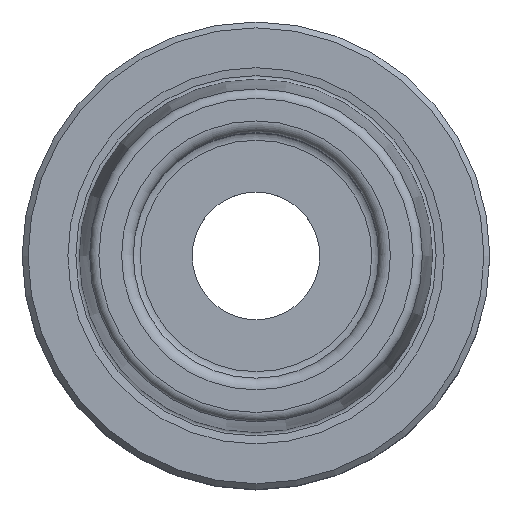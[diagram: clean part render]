
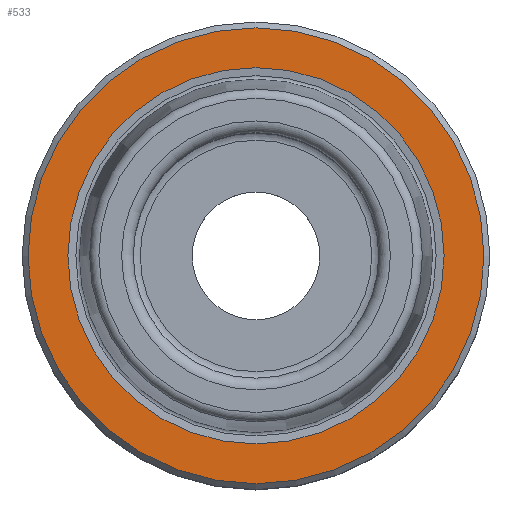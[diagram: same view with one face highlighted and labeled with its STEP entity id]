
A CAD part, top view. The second image highlights one B-rep face of the part: STEP entity #533.
In plain terms, the highlighted planar face has unit normal (0, 0, 1).
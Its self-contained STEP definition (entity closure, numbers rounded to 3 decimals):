
#105=ORIENTED_EDGE('',*,*,#183,.T.);
#106=ORIENTED_EDGE('',*,*,#182,.F.);
#182=EDGE_CURVE('',#231,#231,#280,.T.);
#183=EDGE_CURVE('',#232,#232,#281,.T.);
#231=VERTEX_POINT('',#943);
#232=VERTEX_POINT('',#946);
#280=CIRCLE('',#620,16.094);
#281=CIRCLE('',#622,19.5);
#350=EDGE_LOOP('',(#105));
#351=EDGE_LOOP('',(#106));
#448=FACE_BOUND('',#350,.T.);
#449=FACE_BOUND('',#351,.T.);
#505=PLANE('',#621);
#533=ADVANCED_FACE('',(#448,#449),#505,.T.);
#620=AXIS2_PLACEMENT_3D('',#942,#768,#769);
#621=AXIS2_PLACEMENT_3D('',#944,#770,#771);
#622=AXIS2_PLACEMENT_3D('',#945,#772,#773);
#768=DIRECTION('',(0.,0.,1.));
#769=DIRECTION('',(1.,0.,0.));
#770=DIRECTION('',(0.,0.,1.));
#771=DIRECTION('',(1.,0.,0.));
#772=DIRECTION('',(0.,0.,1.));
#773=DIRECTION('',(1.,0.,0.));
#942=CARTESIAN_POINT('',(0.,0.,0.));
#943=CARTESIAN_POINT('',(16.094,0.,0.));
#944=CARTESIAN_POINT('',(19.5,0.,0.));
#945=CARTESIAN_POINT('',(0.,0.,0.));
#946=CARTESIAN_POINT('',(19.5,0.,0.));
